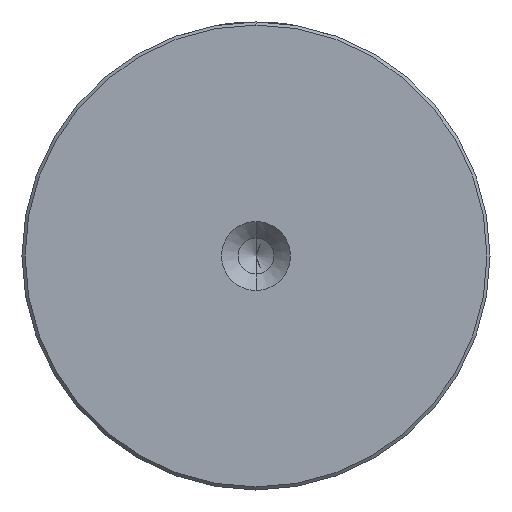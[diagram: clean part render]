
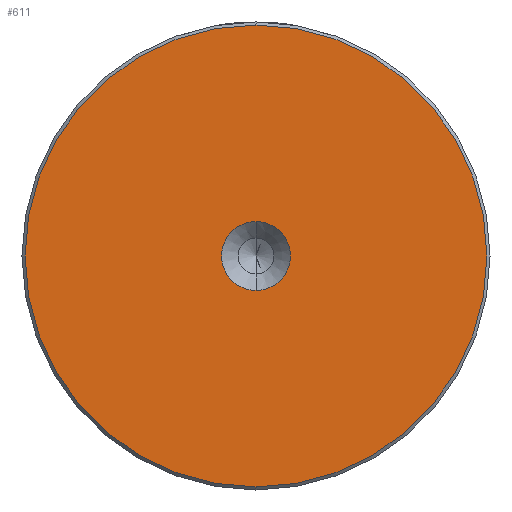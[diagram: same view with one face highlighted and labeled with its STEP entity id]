
A CAD part, left-side view. The second image highlights one B-rep face of the part: STEP entity #611.
In plain terms, the highlighted planar face has unit normal (-1, 0, 0).
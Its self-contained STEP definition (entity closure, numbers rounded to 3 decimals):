
#15 = VERTEX_POINT ( 'NONE', #447 ) ;
#44 = ORIENTED_EDGE ( 'NONE', *, *, #1706, .T. ) ;
#48 = EDGE_CURVE ( 'NONE', #425, #861, #2291, .T. ) ;
#80 = CARTESIAN_POINT ( 'NONE',  ( 0., 0., -5.6 ) ) ;
#107 = CARTESIAN_POINT ( 'NONE',  ( 0., 0., 0. ) ) ;
#233 = CIRCLE ( 'NONE', #2218, 37.5 ) ;
#382 = DIRECTION ( 'NONE',  ( 0., 0., 1. ) ) ;
#425 = VERTEX_POINT ( 'NONE', #527 ) ;
#429 = DIRECTION ( 'NONE',  ( -1., 0., 0. ) ) ;
#447 = CARTESIAN_POINT ( 'NONE',  ( 0., 0., -37.5 ) ) ;
#527 = CARTESIAN_POINT ( 'NONE',  ( 0., 0., 5.6 ) ) ;
#580 = AXIS2_PLACEMENT_3D ( 'NONE', #2296, #1510, #1497 ) ;
#609 = DIRECTION ( 'NONE',  ( -1., 0., 0. ) ) ;
#611 = ADVANCED_FACE ( 'NONE', ( #639, #2137 ), #1880, .T. ) ;
#613 = CARTESIAN_POINT ( 'NONE',  ( 0., 0., 0. ) ) ;
#633 = DIRECTION ( 'NONE',  ( -1., 0., 0. ) ) ;
#639 = FACE_OUTER_BOUND ( 'NONE', #2474, .T. ) ;
#661 = EDGE_CURVE ( 'NONE', #861, #425, #1469, .T. ) ;
#831 = AXIS2_PLACEMENT_3D ( 'NONE', #107, #2355, #2171 ) ;
#861 = VERTEX_POINT ( 'NONE', #80 ) ;
#1066 = EDGE_CURVE ( 'NONE', #2497, #15, #233, .T. ) ;
#1469 = CIRCLE ( 'NONE', #831, 5.6 ) ;
#1497 = DIRECTION ( 'NONE',  ( 0., 0., 1. ) ) ;
#1510 = DIRECTION ( 'NONE',  ( -1., 0., 0. ) ) ;
#1563 = CARTESIAN_POINT ( 'NONE',  ( 0., 0., 37.5 ) ) ;
#1585 = CARTESIAN_POINT ( 'NONE',  ( 0., 0., 0. ) ) ;
#1706 = EDGE_CURVE ( 'NONE', #15, #2497, #2178, .T. ) ;
#1758 = CARTESIAN_POINT ( 'NONE',  ( 0., 0., 0. ) ) ;
#1777 = DIRECTION ( 'NONE',  ( 0., 0., 1. ) ) ;
#1880 = PLANE ( 'NONE',  #580 ) ;
#1963 = DIRECTION ( 'NONE',  ( 0., 0., 1. ) ) ;
#1964 = ORIENTED_EDGE ( 'NONE', *, *, #1066, .T. ) ;
#2137 = FACE_BOUND ( 'NONE', #2248, .T. ) ;
#2171 = DIRECTION ( 'NONE',  ( 0., 0., 1. ) ) ;
#2178 = CIRCLE ( 'NONE', #2279, 37.5 ) ;
#2218 = AXIS2_PLACEMENT_3D ( 'NONE', #1585, #429, #1777 ) ;
#2248 = EDGE_LOOP ( 'NONE', ( #2382, #2510 ) ) ;
#2279 = AXIS2_PLACEMENT_3D ( 'NONE', #1758, #609, #1963 ) ;
#2291 = CIRCLE ( 'NONE', #2487, 5.6 ) ;
#2296 = CARTESIAN_POINT ( 'NONE',  ( 0., 0., 0. ) ) ;
#2355 = DIRECTION ( 'NONE',  ( -1., 0., 0. ) ) ;
#2382 = ORIENTED_EDGE ( 'NONE', *, *, #48, .F. ) ;
#2474 = EDGE_LOOP ( 'NONE', ( #44, #1964 ) ) ;
#2487 = AXIS2_PLACEMENT_3D ( 'NONE', #613, #633, #382 ) ;
#2497 = VERTEX_POINT ( 'NONE', #1563 ) ;
#2510 = ORIENTED_EDGE ( 'NONE', *, *, #661, .F. ) ;
